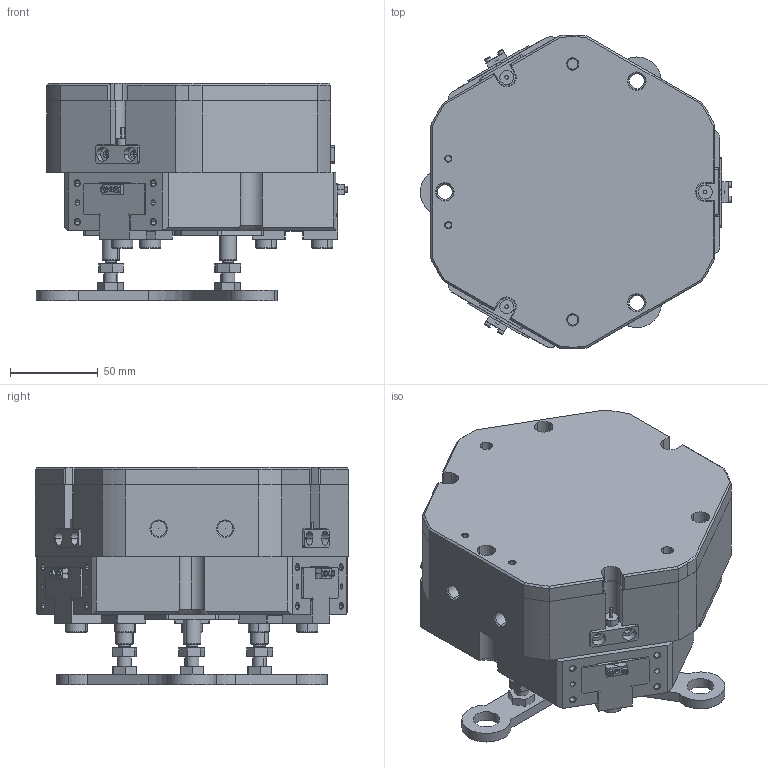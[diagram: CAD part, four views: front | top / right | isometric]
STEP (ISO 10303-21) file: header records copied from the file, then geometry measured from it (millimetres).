
FILE_DESCRIPTION (( 'STEP AP203' ), '1' );
FILE_NAME ('TZ125-179-C43.STEP', '2024-12-03T08:38:56', ( 'USER-' ), ( 'Microsoft' ), 'SwSTEP 2.0', 'SolidWorks 2018', '' );
FILE_SCHEMA (( 'CONFIG_CONTROL_DESIGN' ));
Length unit declared in the file: millimetre
Products named in the file (29): TZ125-179杅耀.sldasm-Part-15; 35x18-R3; TZ125-179杅耀.sldasm-Part-19; 揤輸蚾饜极; TZ125-179杅耀.sldasm-Part-16; TZ125-179杅耀.sldasm-Part-22; TZ125-179杅耀.sldasm-Part-11; TZ125-179杅耀.sldasm-Part-13; TZ125-179杅耀.sldasm-Part-20; TZ125-179杅耀.sldasm-Part-26; TZ125-179杅耀.sldasm-Part-3; TZ125-179杅耀.sldasm-Part-24; TZ125-179杅耀.sldasm-Part-17; 揤輸杅耀.sldasm-Part-9; 埴翐芛_GB_FASTENER_SCREWS_HSHCS M2X8-N; TZ125-179杅耀.sldasm-Part-28; TZ125-179杅耀.sldasm-Part-32; TZ125-179杅耀.sldasm-Part-9; TZ125-179杅耀.sldasm-Part-12; TZ125-179杅耀.sldasm-Part-30; TZ125-179杅耀.sldasm-Part-7; TZ125-179杅耀.sldasm-Part-1; TZ125-179杅耀.sldasm-Part-27; TZ125-179杅耀.sldasm-Part-4; TZ125-179-C43; TZ125-179杅耀.sldasm-Part-21; TZ125-179杅耀.sldasm-Part-29; TZ125-179杅耀.sldasm-Part-6; TZ125-179杅耀.sldasm-Part-10
Assembly tree (35 placements, depth 3):
  TZ125-179-C43
    TZ125-179杅耀.sldasm-Part-1
    TZ125-179杅耀.sldasm-Part-3
    TZ125-179杅耀.sldasm-Part-4
    TZ125-179杅耀.sldasm-Part-6
    TZ125-179杅耀.sldasm-Part-7
    TZ125-179杅耀.sldasm-Part-9  x2
    TZ125-179杅耀.sldasm-Part-10
    TZ125-179杅耀.sldasm-Part-11
    TZ125-179杅耀.sldasm-Part-12
    TZ125-179杅耀.sldasm-Part-13
    TZ125-179杅耀.sldasm-Part-15
    TZ125-179杅耀.sldasm-Part-16
    TZ125-179杅耀.sldasm-Part-17
    TZ125-179杅耀.sldasm-Part-19
    TZ125-179杅耀.sldasm-Part-20
    TZ125-179杅耀.sldasm-Part-21
    TZ125-179杅耀.sldasm-Part-22
    TZ125-179杅耀.sldasm-Part-24
    TZ125-179杅耀.sldasm-Part-26
    TZ125-179杅耀.sldasm-Part-27
    TZ125-179杅耀.sldasm-Part-28
    TZ125-179杅耀.sldasm-Part-29
    TZ125-179杅耀.sldasm-Part-30  x2
    TZ125-179杅耀.sldasm-Part-32  x3
    35x18-R3
    揤輸蚾饜极  x3
      揤輸杅耀.sldasm-Part-9
      埴翐芛_GB_FASTENER_SCREWS_HSHCS M2X8-N
Bounding box: 177.52 x 178.96 x 124 mm (x, y, z)
Volume: 1832939 mm3; surface area: 264932.3 mm2
Topology: 38 solids, 62 shells, 1770 faces, 4408 edges, 2802 vertices
Faces by surface type: plane 841, cylinder 498, cone 264, bspline 155, torus 12
Entity records: 51542 total; most frequent: CARTESIAN_POINT 13857, ORIENTED_EDGE 7142, DIRECTION 6953, EDGE_CURVE 3571, AXIS2_PLACEMENT_3D 2387, VERTEX_POINT 2319, LINE 2179, VECTOR 2179
